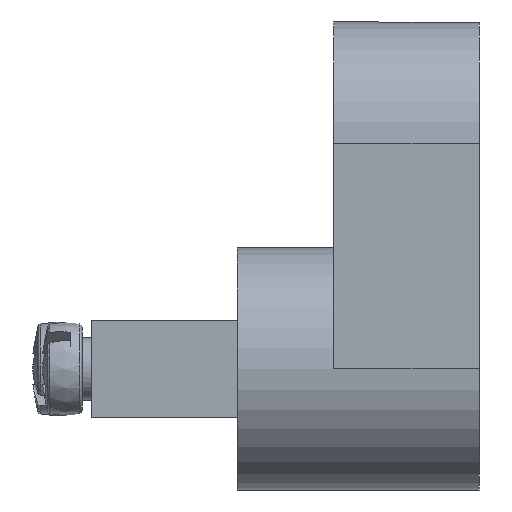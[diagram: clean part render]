
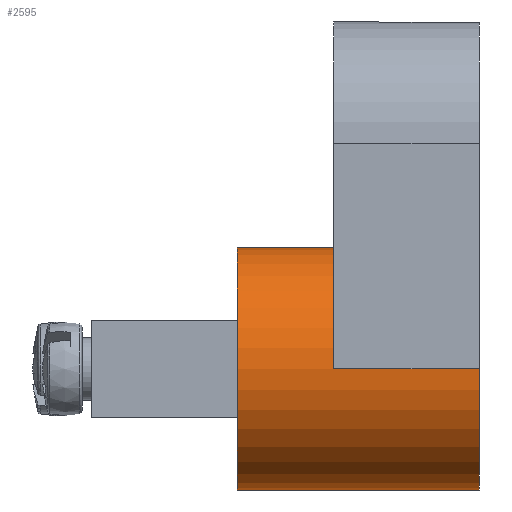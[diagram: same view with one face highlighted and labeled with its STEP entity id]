
A CAD part, left-side view. The second image highlights one B-rep face of the part: STEP entity #2595.
In plain terms, the highlighted cylindrical face has radius 7.5 mm (diameter 15 mm), a full revolution.
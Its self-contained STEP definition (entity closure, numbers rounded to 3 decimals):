
#178=LINE('',#5199,#224);
#179=LINE('',#5202,#225);
#224=VECTOR('',#3603,9.);
#225=VECTOR('',#3606,9.);
#526=FACE_BOUND('',#1201,.T.);
#697=CIRCLE('',#2914,7.5);
#698=CIRCLE('',#2915,7.5);
#699=CIRCLE('',#2916,7.5);
#845=FACE_OUTER_BOUND('',#1200,.T.);
#1200=EDGE_LOOP('',(#2209,#2210,#2211,#2212));
#1201=EDGE_LOOP('',(#2213));
#1473=VERTEX_POINT('',#5195);
#1474=VERTEX_POINT('',#5196);
#1475=VERTEX_POINT('',#5198);
#1476=VERTEX_POINT('',#5200);
#1477=VERTEX_POINT('',#5203);
#1726=EDGE_CURVE('',#1473,#1474,#697,.T.);
#1727=EDGE_CURVE('',#1475,#1474,#178,.T.);
#1728=EDGE_CURVE('',#1476,#1475,#698,.T.);
#1729=EDGE_CURVE('',#1476,#1473,#179,.T.);
#1730=EDGE_CURVE('',#1477,#1477,#699,.T.);
#2209=ORIENTED_EDGE('',*,*,#1726,.T.);
#2210=ORIENTED_EDGE('',*,*,#1727,.F.);
#2211=ORIENTED_EDGE('',*,*,#1728,.F.);
#2212=ORIENTED_EDGE('',*,*,#1729,.T.);
#2213=ORIENTED_EDGE('',*,*,#1730,.F.);
#2342=CYLINDRICAL_SURFACE('',#2913,7.5);
#2595=ADVANCED_FACE('',(#845,#526),#2342,.T.);
#2913=AXIS2_PLACEMENT_3D('',#5194,#3599,#3600);
#2914=AXIS2_PLACEMENT_3D('',#5197,#3601,#3602);
#2915=AXIS2_PLACEMENT_3D('',#5201,#3604,#3605);
#2916=AXIS2_PLACEMENT_3D('',#5204,#3607,#3608);
#3599=DIRECTION('center_axis',(0.,1.,0.));
#3600=DIRECTION('ref_axis',(0.,0.,1.));
#3601=DIRECTION('center_axis',(0.,1.,0.));
#3602=DIRECTION('ref_axis',(0.,0.,1.));
#3603=DIRECTION('',(0.,1.,0.));
#3604=DIRECTION('center_axis',(0.,-1.,0.));
#3605=DIRECTION('ref_axis',(0.,0.,1.));
#3606=DIRECTION('',(0.,1.,0.));
#3607=DIRECTION('center_axis',(0.,1.,0.));
#3608=DIRECTION('ref_axis',(0.,0.,1.));
#5194=CARTESIAN_POINT('Origin',(-7.,-10.607,0.));
#5195=CARTESIAN_POINT('',(-7.,9.,7.5));
#5196=CARTESIAN_POINT('',(-7.,9.,-7.5));
#5197=CARTESIAN_POINT('Origin',(-7.,9.,0.));
#5198=CARTESIAN_POINT('',(-7.,0.,-7.5));
#5199=CARTESIAN_POINT('',(-7.,-10.607,-7.5));
#5200=CARTESIAN_POINT('',(-7.,0.,7.5));
#5201=CARTESIAN_POINT('Origin',(-7.,0.,0.));
#5202=CARTESIAN_POINT('',(-7.,-10.607,7.5));
#5203=CARTESIAN_POINT('',(-7.,15.,7.5));
#5204=CARTESIAN_POINT('Origin',(-7.,15.,0.));
